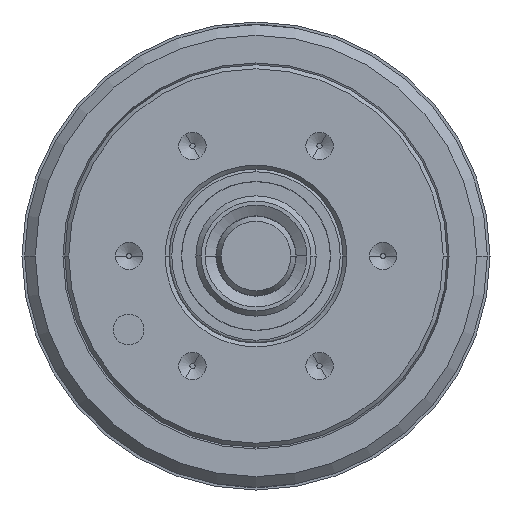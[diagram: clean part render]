
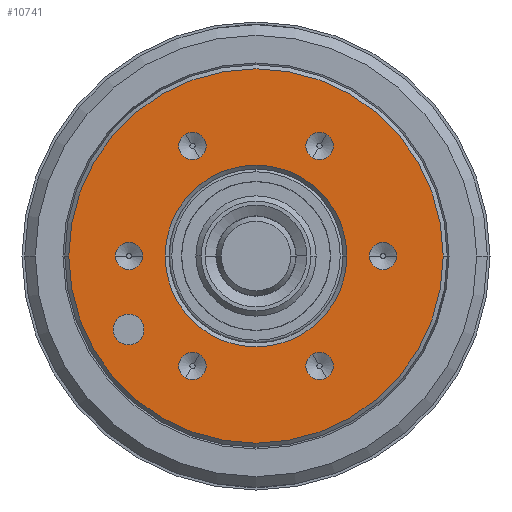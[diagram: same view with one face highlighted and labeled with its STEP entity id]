
A CAD part, left-side view. The second image highlights one B-rep face of the part: STEP entity #10741.
In plain terms, the highlighted planar face has unit normal (-1, 0, 0).
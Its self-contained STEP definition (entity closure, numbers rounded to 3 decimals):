
#1635=CARTESIAN_POINT('',(-15.27,0.,0.));
#1636=DIRECTION('',(1.,0.,0.));
#1637=DIRECTION('',(0.,1.,0.));
#1638=AXIS2_PLACEMENT_3D('',#1635,#1636,#1637);
#1643=CARTESIAN_POINT('',(-15.27,0.,0.));
#1644=DIRECTION('',(-1.,0.,0.));
#1645=DIRECTION('',(0.,1.,0.));
#1646=AXIS2_PLACEMENT_3D('',#1643,#1644,#1645);
#1651=CARTESIAN_POINT('',(-15.27,0.,0.));
#1652=DIRECTION('',(-1.,0.,0.));
#1653=DIRECTION('',(0.,1.,0.));
#1654=AXIS2_PLACEMENT_3D('',#1651,#1652,#1653);
#1659=CARTESIAN_POINT('',(-15.27,0.,0.));
#1660=DIRECTION('',(1.,0.,0.));
#1661=DIRECTION('',(0.,1.,0.));
#1662=AXIS2_PLACEMENT_3D('',#1659,#1660,#1661);
#1667=CARTESIAN_POINT('',(-15.27,9.5,0.));
#1668=DIRECTION('',(-1.,0.,0.));
#1669=DIRECTION('',(0.,1.,0.));
#1670=AXIS2_PLACEMENT_3D('',#1667,#1668,#1669);
#1675=CARTESIAN_POINT('',(-15.27,9.5,0.));
#1676=DIRECTION('',(-1.,0.,0.));
#1677=DIRECTION('',(0.,-1.,0.));
#1678=AXIS2_PLACEMENT_3D('',#1675,#1676,#1677);
#1683=CARTESIAN_POINT('',(-15.27,4.75,8.227));
#1684=DIRECTION('',(-1.,0.,0.));
#1685=DIRECTION('',(0.,0.5,0.866));
#1686=AXIS2_PLACEMENT_3D('',#1683,#1684,#1685);
#1691=CARTESIAN_POINT('',(-15.27,4.75,8.227));
#1692=DIRECTION('',(-1.,0.,0.));
#1693=DIRECTION('',(0.,-0.5,-0.866));
#1694=AXIS2_PLACEMENT_3D('',#1691,#1692,#1693);
#1699=CARTESIAN_POINT('',(-15.27,-4.75,8.227));
#1700=DIRECTION('',(-1.,0.,0.));
#1701=DIRECTION('',(0.,-0.5,0.866));
#1702=AXIS2_PLACEMENT_3D('',#1699,#1700,#1701);
#1707=CARTESIAN_POINT('',(-15.27,-4.75,8.227));
#1708=DIRECTION('',(-1.,0.,0.));
#1709=DIRECTION('',(0.,0.5,-0.866));
#1710=AXIS2_PLACEMENT_3D('',#1707,#1708,#1709);
#1715=CARTESIAN_POINT('',(-15.27,-9.5,0.));
#1716=DIRECTION('',(-1.,0.,0.));
#1717=DIRECTION('',(0.,-1.,0.));
#1718=AXIS2_PLACEMENT_3D('',#1715,#1716,#1717);
#1723=CARTESIAN_POINT('',(-15.27,-9.5,0.));
#1724=DIRECTION('',(-1.,0.,0.));
#1725=DIRECTION('',(0.,1.,0.));
#1726=AXIS2_PLACEMENT_3D('',#1723,#1724,#1725);
#1731=CARTESIAN_POINT('',(-15.27,-4.75,-8.227));
#1732=DIRECTION('',(-1.,0.,0.));
#1733=DIRECTION('',(0.,-0.5,-0.866));
#1734=AXIS2_PLACEMENT_3D('',#1731,#1732,#1733);
#1739=CARTESIAN_POINT('',(-15.27,-4.75,-8.227));
#1740=DIRECTION('',(-1.,0.,0.));
#1741=DIRECTION('',(0.,0.5,0.866));
#1742=AXIS2_PLACEMENT_3D('',#1739,#1740,#1741);
#1747=CARTESIAN_POINT('',(-15.27,4.75,-8.227));
#1748=DIRECTION('',(-1.,0.,0.));
#1749=DIRECTION('',(0.,0.5,-0.866));
#1750=AXIS2_PLACEMENT_3D('',#1747,#1748,#1749);
#1755=CARTESIAN_POINT('',(-15.27,4.75,-8.227));
#1756=DIRECTION('',(-1.,0.,0.));
#1757=DIRECTION('',(0.,-0.5,0.866));
#1758=AXIS2_PLACEMENT_3D('',#1755,#1756,#1757);
#1763=CARTESIAN_POINT('',(-15.27,9.526,-5.5));
#1764=DIRECTION('',(1.,0.,0.));
#1765=DIRECTION('',(0.,1.,0.));
#1766=AXIS2_PLACEMENT_3D('',#1763,#1764,#1765);
#1771=CARTESIAN_POINT('',(-15.27,9.526,-5.5));
#1772=DIRECTION('',(1.,0.,0.));
#1773=DIRECTION('',(0.,-1.,0.));
#1774=AXIS2_PLACEMENT_3D('',#1771,#1772,#1773);
#8039=CARTESIAN_POINT('',(-15.27,14.,0.));
#8041=VERTEX_POINT('',#8039);
#8043=CARTESIAN_POINT('',(-15.27,-14.,0.));
#8045=VERTEX_POINT('',#8043);
#8047=CARTESIAN_POINT('',(-15.27,6.8,0.));
#8048=CARTESIAN_POINT('',(-15.27,-6.8,0.));
#8049=VERTEX_POINT('',#8047);
#8050=VERTEX_POINT('',#8048);
#8091=CARTESIAN_POINT('',(-15.27,10.676,-5.5));
#8092=CARTESIAN_POINT('',(-15.27,8.376,-5.5));
#8093=VERTEX_POINT('',#8091);
#8094=VERTEX_POINT('',#8092);
#8095=CARTESIAN_POINT('',(-15.27,10.525,0.));
#8096=CARTESIAN_POINT('',(-15.27,8.475,0.));
#8097=VERTEX_POINT('',#8095);
#8098=VERTEX_POINT('',#8096);
#8099=CARTESIAN_POINT('',(-15.27,5.263,9.115));
#8100=CARTESIAN_POINT('',(-15.27,4.238,7.34));
#8101=VERTEX_POINT('',#8099);
#8102=VERTEX_POINT('',#8100);
#8103=CARTESIAN_POINT('',(-15.27,-5.263,9.115));
#8104=CARTESIAN_POINT('',(-15.27,-4.238,7.34));
#8105=VERTEX_POINT('',#8103);
#8106=VERTEX_POINT('',#8104);
#8107=CARTESIAN_POINT('',(-15.27,-10.525,0.));
#8108=CARTESIAN_POINT('',(-15.27,-8.475,0.));
#8109=VERTEX_POINT('',#8107);
#8110=VERTEX_POINT('',#8108);
#8111=CARTESIAN_POINT('',(-15.27,-5.263,-9.115));
#8112=CARTESIAN_POINT('',(-15.27,-4.238,-7.34));
#8113=VERTEX_POINT('',#8111);
#8114=VERTEX_POINT('',#8112);
#8115=CARTESIAN_POINT('',(-15.27,5.263,-9.115));
#8116=CARTESIAN_POINT('',(-15.27,4.238,-7.34));
#8117=VERTEX_POINT('',#8115);
#8118=VERTEX_POINT('',#8116);
#10684=CARTESIAN_POINT('',(-15.27,0.,0.));
#10685=DIRECTION('',(-1.,0.,0.));
#10686=DIRECTION('',(0.,1.,0.));
#10687=AXIS2_PLACEMENT_3D('',#10684,#10685,#10686);
#10688=PLANE('',#10687);
#10689=ORIENTED_EDGE('',*,*,#10666,.T.);
#10690=ORIENTED_EDGE('',*,*,#10677,.F.);
#10691=EDGE_LOOP('',(#10689,#10690));
#10692=FACE_OUTER_BOUND('',#10691,.F.);
#10694=ORIENTED_EDGE('',*,*,#10693,.T.);
#10696=ORIENTED_EDGE('',*,*,#10695,.F.);
#10697=EDGE_LOOP('',(#10694,#10696));
#10698=FACE_BOUND('',#10697,.F.);
#10700=ORIENTED_EDGE('',*,*,#10699,.T.);
#10702=ORIENTED_EDGE('',*,*,#10701,.T.);
#10703=EDGE_LOOP('',(#10700,#10702));
#10704=FACE_BOUND('',#10703,.F.);
#10706=ORIENTED_EDGE('',*,*,#10705,.T.);
#10708=ORIENTED_EDGE('',*,*,#10707,.T.);
#10709=EDGE_LOOP('',(#10706,#10708));
#10710=FACE_BOUND('',#10709,.F.);
#10712=ORIENTED_EDGE('',*,*,#10711,.T.);
#10714=ORIENTED_EDGE('',*,*,#10713,.T.);
#10715=EDGE_LOOP('',(#10712,#10714));
#10716=FACE_BOUND('',#10715,.F.);
#10718=ORIENTED_EDGE('',*,*,#10717,.T.);
#10720=ORIENTED_EDGE('',*,*,#10719,.T.);
#10721=EDGE_LOOP('',(#10718,#10720));
#10722=FACE_BOUND('',#10721,.F.);
#10724=ORIENTED_EDGE('',*,*,#10723,.T.);
#10726=ORIENTED_EDGE('',*,*,#10725,.T.);
#10727=EDGE_LOOP('',(#10724,#10726));
#10728=FACE_BOUND('',#10727,.F.);
#10730=ORIENTED_EDGE('',*,*,#10729,.T.);
#10732=ORIENTED_EDGE('',*,*,#10731,.T.);
#10733=EDGE_LOOP('',(#10730,#10732));
#10734=FACE_BOUND('',#10733,.F.);
#10736=ORIENTED_EDGE('',*,*,#10735,.F.);
#10738=ORIENTED_EDGE('',*,*,#10737,.F.);
#10739=EDGE_LOOP('',(#10736,#10738));
#10740=FACE_BOUND('',#10739,.F.);
#10741=ADVANCED_FACE('',(#10692,#10698,#10704,#10710,#10716,#10722,#10728,
#10734,#10740),#10688,.T.);
#1639=CIRCLE('',#1638,14.);
#1647=CIRCLE('',#1646,14.);
#1655=CIRCLE('',#1654,6.8);
#1663=CIRCLE('',#1662,6.8);
#1671=CIRCLE('',#1670,1.025);
#1679=CIRCLE('',#1678,1.025);
#1687=CIRCLE('',#1686,1.025);
#1695=CIRCLE('',#1694,1.025);
#1703=CIRCLE('',#1702,1.025);
#1711=CIRCLE('',#1710,1.025);
#1719=CIRCLE('',#1718,1.025);
#1727=CIRCLE('',#1726,1.025);
#1735=CIRCLE('',#1734,1.025);
#1743=CIRCLE('',#1742,1.025);
#1751=CIRCLE('',#1750,1.025);
#1759=CIRCLE('',#1758,1.025);
#1767=CIRCLE('',#1766,1.15);
#1775=CIRCLE('',#1774,1.15);
#10666=EDGE_CURVE('',#8041,#8045,#1639,.T.);
#10677=EDGE_CURVE('',#8041,#8045,#1647,.T.);
#10693=EDGE_CURVE('',#8049,#8050,#1655,.T.);
#10695=EDGE_CURVE('',#8049,#8050,#1663,.T.);
#10699=EDGE_CURVE('',#8097,#8098,#1671,.T.);
#10701=EDGE_CURVE('',#8098,#8097,#1679,.T.);
#10705=EDGE_CURVE('',#8101,#8102,#1687,.T.);
#10707=EDGE_CURVE('',#8102,#8101,#1695,.T.);
#10711=EDGE_CURVE('',#8105,#8106,#1703,.T.);
#10713=EDGE_CURVE('',#8106,#8105,#1711,.T.);
#10717=EDGE_CURVE('',#8109,#8110,#1719,.T.);
#10719=EDGE_CURVE('',#8110,#8109,#1727,.T.);
#10723=EDGE_CURVE('',#8113,#8114,#1735,.T.);
#10725=EDGE_CURVE('',#8114,#8113,#1743,.T.);
#10729=EDGE_CURVE('',#8117,#8118,#1751,.T.);
#10731=EDGE_CURVE('',#8118,#8117,#1759,.T.);
#10735=EDGE_CURVE('',#8093,#8094,#1767,.T.);
#10737=EDGE_CURVE('',#8094,#8093,#1775,.T.);
